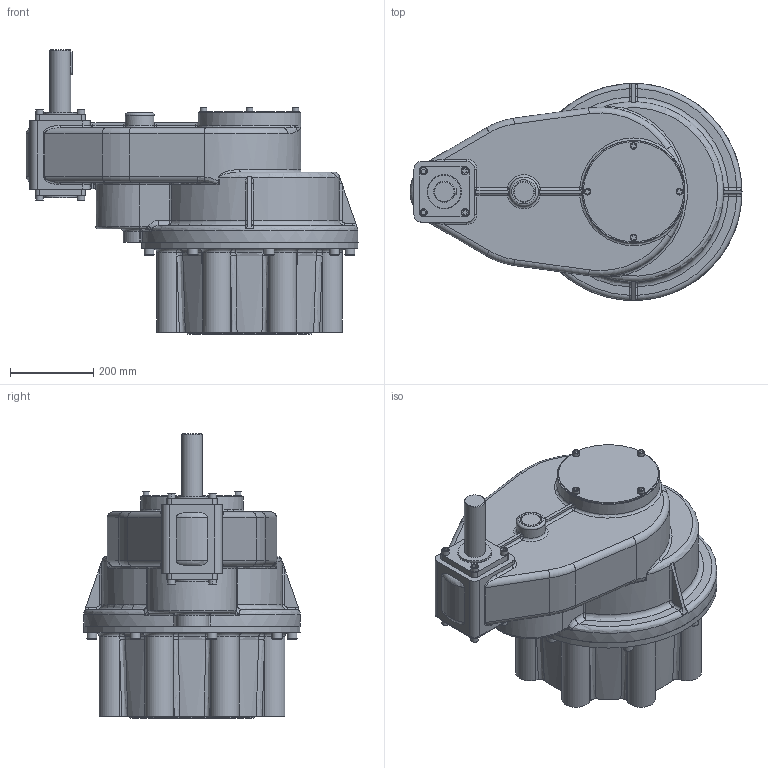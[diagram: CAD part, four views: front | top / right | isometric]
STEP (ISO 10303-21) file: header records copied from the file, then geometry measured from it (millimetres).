
FILE_DESCRIPTION( ( 'Unknown' ), '1' );
FILE_NAME( 'PUBIS16-MAN-F40_simplified.stp', 'Unknown', ( 'Unknown' ), ( 'Unknown' ), 'PSStep 15.0.49', 'Unknown', ' ' );
FILE_SCHEMA( ( 'AUTOMOTIVE_DESIGN { 1 0 10303 214 1 1 1 1 }' ) );
Length unit declared in the file: millimetre
Products named in the file (32): 1; 2; 3; 4; 5; 6; 7; 8; 9; 10; 11; 12; 13; 14; 15; 16; 17; 18; 19; 20; 21; 22; 23; 24; 25; 26; 27; 28; 29; 30; 31; 32
Bounding box: 795.6 x 520 x 681.3 mm (x, y, z)
Surface area: 1921508 mm2 (no closed solid volume)
Topology: 0 solids, 602 shells, 602 faces, 2791 edges, 2700 vertices
Faces by surface type: plane 261, cylinder 140, bspline 102, torus 55, cone 32, sphere 12
Full cylindrical faces by diameter (mm): 16 x4, 18 x8, 24 x8, 32 x8, 50 x2, 60 x1, 70 x1, 80 x2, 170 x1, 240 x1, 246 x1, 300 x1, 340 x1, 520 x1
Entity records: 55066 total; most frequent: CARTESIAN_POINT 29568, DIRECTION 4261, ORIENTED_EDGE 2673, EDGE_CURVE 2673, VERTEX_POINT 2673, AXIS2_PLACEMENT_3D 1500, LINE 1261, VECTOR 1261
